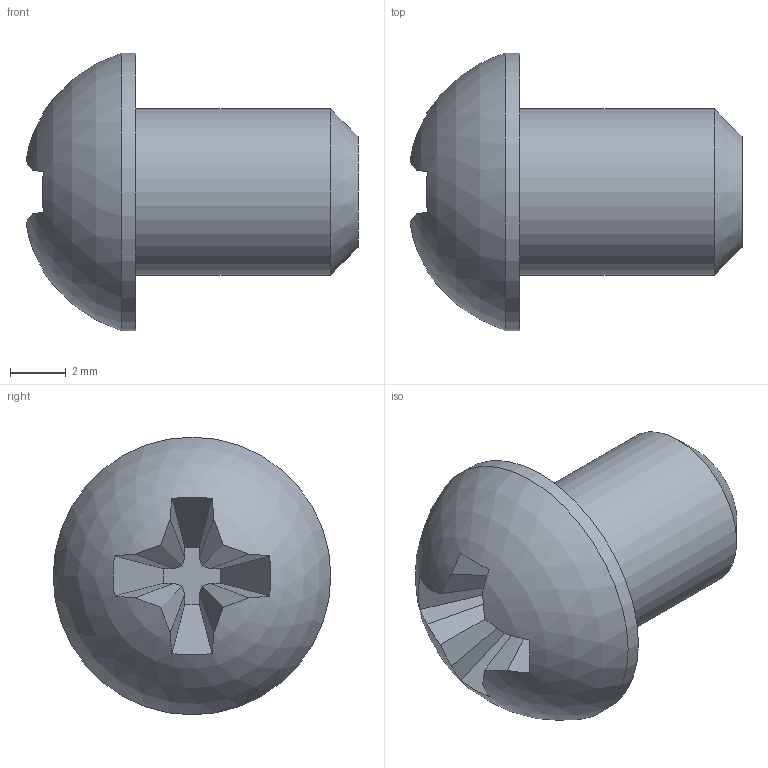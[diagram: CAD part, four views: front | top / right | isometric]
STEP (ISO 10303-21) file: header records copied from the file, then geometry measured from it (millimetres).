
FILE_DESCRIPTION(('STEP AP203'), '1');
FILE_NAME(' Âèíò À2.Ì6-6gx8 ÃÎÑÒ 17473-80', '', ('UNSPECIFIED'), ('UNSPECIFIED'), 'ASCON STEP Converter 1.6', 'ASCON Math Kernel', '');
FILE_SCHEMA(('CONFIG_CONTROL_DESIGN'));
Length unit declared in the file: millimetre
Products named in the file (1): 32
Bounding box: 11.95 x 10 x 10 mm (x, y, z)
Volume: 400.4 mm3; surface area: 384.5 mm2
Topology: 1 solids, 1 shells, 27 faces, 70 edges, 47 vertices
Faces by surface type: plane 15, bspline 8, cylinder 2, sphere 1, cone 1
Full cylindrical faces by diameter (mm): 6 x1, 10 x1
Entity records: 1230 total; most frequent: CARTESIAN_POINT 341, ORIENTED_EDGE 132, DIRECTION 116, EDGE_CURVE 66, VERTEX_POINT 46, LINE 40, VECTOR 40, AXIS2_PLACEMENT_3D 38
